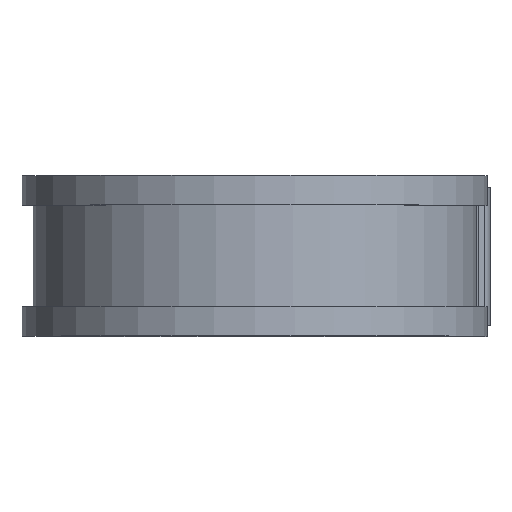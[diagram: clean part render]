
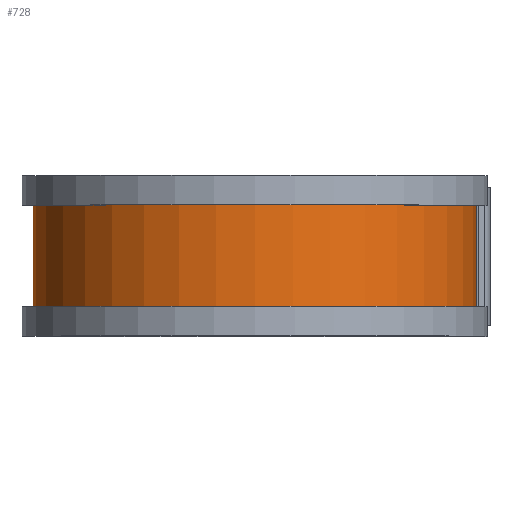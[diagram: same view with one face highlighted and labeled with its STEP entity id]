
A CAD part, top view. The second image highlights one B-rep face of the part: STEP entity #728.
In plain terms, the highlighted cylindrical face has radius 30.518 mm (diameter 61.036 mm), a partial arc.
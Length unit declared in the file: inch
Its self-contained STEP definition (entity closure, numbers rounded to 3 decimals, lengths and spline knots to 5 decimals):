
#71 = LINE ( 'NONE', #97, #1233 ) ;
#97 = CARTESIAN_POINT ( 'NONE',  ( 0., 0.375, -1.2015 ) ) ;
#148 = VERTEX_POINT ( 'NONE', #1493 ) ;
#210 = CARTESIAN_POINT ( 'NONE',  ( 0., 0.275, -1.2015 ) ) ;
#295 = DIRECTION ( 'NONE',  ( 0., -1., 0. ) ) ;
#390 = AXIS2_PLACEMENT_3D ( 'NONE', #983, #295, #1097 ) ;
#399 = DIRECTION ( 'NONE',  ( 0., -1., 0. ) ) ;
#445 = VERTEX_POINT ( 'NONE', #210 ) ;
#509 = ORIENTED_EDGE ( 'NONE', *, *, #1325, .F. ) ;
#553 = EDGE_CURVE ( 'NONE', #445, #1420, #71, .T. ) ;
#642 = CARTESIAN_POINT ( 'NONE',  ( 1.2015, -0.275, 0. ) ) ;
#647 = ORIENTED_EDGE ( 'NONE', *, *, #694, .F. ) ;
#694 = EDGE_CURVE ( 'NONE', #148, #918, #1272, .T. ) ;
#711 = CARTESIAN_POINT ( 'NONE',  ( 1.2015, 0.375, 0. ) ) ;
#728 = ADVANCED_FACE ( 'NONE', ( #1188 ), #1083, .T. ) ;
#771 = DIRECTION ( 'NONE',  ( 0., 0., -1. ) ) ;
#791 = DIRECTION ( 'NONE',  ( 0., -1., 0. ) ) ;
#801 = CARTESIAN_POINT ( 'NONE',  ( 0., 0.275, 0. ) ) ;
#890 = CARTESIAN_POINT ( 'NONE',  ( 0., -0.275, -1.2015 ) ) ;
#915 = AXIS2_PLACEMENT_3D ( 'NONE', #801, #791, #771 ) ;
#918 = VERTEX_POINT ( 'NONE', #642 ) ;
#971 = AXIS2_PLACEMENT_3D ( 'NONE', #1125, #1110, #1099 ) ;
#983 = CARTESIAN_POINT ( 'NONE',  ( 0., -0.275, 0. ) ) ;
#1040 = CIRCLE ( 'NONE', #915, 1.2015 ) ;
#1083 = CYLINDRICAL_SURFACE ( 'NONE', #971, 1.2015 ) ;
#1097 = DIRECTION ( 'NONE',  ( 0., 0., -1. ) ) ;
#1099 = DIRECTION ( 'NONE',  ( 0., 0., -1. ) ) ;
#1105 = EDGE_LOOP ( 'NONE', ( #647, #1609, #1636, #509 ) ) ;
#1110 = DIRECTION ( 'NONE',  ( 0., -1., 0. ) ) ;
#1111 = EDGE_CURVE ( 'NONE', #148, #445, #1040, .T. ) ;
#1125 = CARTESIAN_POINT ( 'NONE',  ( 0., 0.375, 0. ) ) ;
#1188 = FACE_OUTER_BOUND ( 'NONE', #1105, .T. ) ;
#1233 = VECTOR ( 'NONE', #399, 39.37008 ) ;
#1272 = LINE ( 'NONE', #711, #1639 ) ;
#1325 = EDGE_CURVE ( 'NONE', #918, #1420, #1655, .T. ) ;
#1374 = DIRECTION ( 'NONE',  ( 0., -1., 0. ) ) ;
#1420 = VERTEX_POINT ( 'NONE', #890 ) ;
#1493 = CARTESIAN_POINT ( 'NONE',  ( 1.2015, 0.275, 0. ) ) ;
#1609 = ORIENTED_EDGE ( 'NONE', *, *, #1111, .T. ) ;
#1636 = ORIENTED_EDGE ( 'NONE', *, *, #553, .T. ) ;
#1639 = VECTOR ( 'NONE', #1374, 39.37008 ) ;
#1655 = CIRCLE ( 'NONE', #390, 1.2015 ) ;
